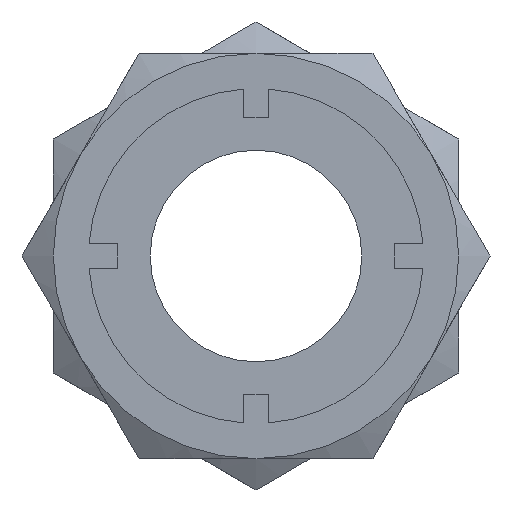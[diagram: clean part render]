
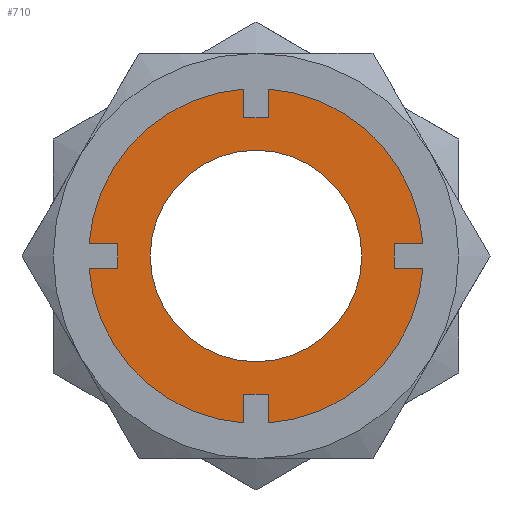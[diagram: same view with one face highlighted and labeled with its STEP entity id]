
A CAD part, left-side view. The second image highlights one B-rep face of the part: STEP entity #710.
In plain terms, the highlighted planar face has unit normal (-1, 0, 0).
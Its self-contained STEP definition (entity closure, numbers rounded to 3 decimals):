
#336=VERTEX_POINT('',#945);
#356=EDGE_CURVE('',#604,#910,#967,.T.);
#370=EDGE_CURVE('',#846,#866,#981,.T.);
#394=EDGE_CURVE('',#772,#646,#1008,.T.);
#426=VERTEX_POINT('',#1043);
#428=VERTEX_POINT('',#1045);
#472=EDGE_CURVE('',#604,#426,#1094,.T.);
#524=EDGE_CURVE('',#336,#704,#1154,.T.);
#544=EDGE_CURVE('',#772,#428,#1176,.T.);
#572=VERTEX_POINT('',#1208);
#588=VERTEX_POINT('',#1225);
#604=VERTEX_POINT('',#1244);
#634=EDGE_CURVE('',#866,#846,#1278,.T.);
#644=VERTEX_POINT('',#1288);
#646=VERTEX_POINT('',#1290);
#648=EDGE_CURVE('',#644,#646,#1292,.T.);
#662=EDGE_CURVE('',#670,#644,#1307,.T.);
#670=VERTEX_POINT('',#1316);
#690=VERTEX_POINT('',#1339);
#700=EDGE_CURVE('',#708,#766,#1350,.T.);
#704=VERTEX_POINT('',#1354);
#706=EDGE_CURVE('',#588,#896,#1356,.T.);
#708=VERTEX_POINT('',#1358);
#710=ADVANCED_FACE('',(#1360,#1361),#1362,.T.);
#736=EDGE_CURVE('',#704,#690,#1391,.T.);
#738=EDGE_CURVE('',#910,#708,#1393,.T.);
#756=EDGE_CURVE('',#572,#766,#1413,.T.);
#766=VERTEX_POINT('',#1423);
#772=VERTEX_POINT('',#1430);
#794=EDGE_CURVE('',#428,#588,#1455,.T.);
#796=EDGE_CURVE('',#572,#670,#1457,.T.);
#846=VERTEX_POINT('',#1512);
#866=VERTEX_POINT('',#1535);
#890=EDGE_CURVE('',#690,#426,#1562,.T.);
#896=VERTEX_POINT('',#1570);
#900=EDGE_CURVE('',#336,#896,#1574,.T.);
#910=VERTEX_POINT('',#1584);
#945=CARTESIAN_POINT('',(-20.,-1.4,18.948));
#967=LINE('',#1669,#1670);
#981=CIRCLE('',#1705,12.0);
#1008=CIRCLE('',#1778,19.0);
#1043=CARTESIAN_POINT('',(-20.,1.4,18.948));
#1045=CARTESIAN_POINT('',(-20.0,-15.7,-1.4));
#1094=CIRCLE('',#1935,19.0);
#1154=LINE('',#2114,#2115);
#1176=LINE('',#2148,#2149);
#1208=CARTESIAN_POINT('',(-20.,1.4,-18.948));
#1225=CARTESIAN_POINT('',(-20.0,-15.7,1.4));
#1244=CARTESIAN_POINT('',(-20.,18.948,1.4));
#1278=CIRCLE('',#2314,12.0);
#1288=CARTESIAN_POINT('',(-20.0,-1.4,-15.7));
#1290=CARTESIAN_POINT('',(-20.,-1.4,-18.948));
#1292=LINE('',#2333,#2334);
#1307=LINE('',#2366,#2367);
#1316=CARTESIAN_POINT('',(-20.0,1.4,-15.7));
#1339=CARTESIAN_POINT('',(-20.0,1.4,15.7));
#1350=LINE('',#2431,#2432);
#1354=CARTESIAN_POINT('',(-20.0,-1.4,15.7));
#1356=LINE('',#2441,#2442);
#1358=CARTESIAN_POINT('',(-20.0,15.7,-1.4));
#1360=FACE_BOUND('',#2446,.T.);
#1361=FACE_OUTER_BOUND('',#2447,.T.);
#1362=PLANE('',#2448);
#1391=LINE('',#2505,#2506);
#1393=LINE('',#2509,#2510);
#1413=CIRCLE('',#2535,19.0);
#1423=CARTESIAN_POINT('',(-20.,18.948,-1.4));
#1430=CARTESIAN_POINT('',(-20.,-18.948,-1.4));
#1455=LINE('',#2623,#2624);
#1457=LINE('',#2627,#2628);
#1512=CARTESIAN_POINT('',(-20.,0.,-12.));
#1535=CARTESIAN_POINT('',(-20.,0.,12.));
#1562=LINE('',#2826,#2827);
#1570=CARTESIAN_POINT('',(-20.,-18.948,1.4));
#1574=CIRCLE('',#2850,19.0);
#1584=CARTESIAN_POINT('',(-20.0,15.7,1.4));
#1669=CARTESIAN_POINT('',(-20.,7.85,1.4));
#1670=VECTOR('',#2912,1.0);
#1705=AXIS2_PLACEMENT_3D('',#2913,#2914,#2915);
#1778=AXIS2_PLACEMENT_3D('',#2946,#2947,#2948);
#1935=AXIS2_PLACEMENT_3D('',#3031,#3032,#3033);
#2114=CARTESIAN_POINT('',(-20.,-1.4,15.6));
#2115=VECTOR('',#3106,1.0);
#2148=CARTESIAN_POINT('',(-20.,-7.85,-1.4));
#2149=VECTOR('',#3125,1.0);
#2314=AXIS2_PLACEMENT_3D('',#3240,#3241,#3242);
#2333=CARTESIAN_POINT('',(-20.,-1.4,-1.75));
#2334=VECTOR('',#3245,1.0);
#2366=CARTESIAN_POINT('',(-20.,-0.7,-15.7));
#2367=VECTOR('',#3264,1.0);
#2431=CARTESIAN_POINT('',(-20.,9.5,-1.4));
#2432=VECTOR('',#3318,1.0);
#2441=CARTESIAN_POINT('',(-20.,-9.5,1.4));
#2442=VECTOR('',#3320,1.0);
#2446=EDGE_LOOP('',(#3322,#3323));
#2447=EDGE_LOOP('',(#3324,#3325,#3326,#3327,#3328,#3329,#3330,#3331,#3332,#3333,#3334,#3335,#3336,#3337,#3338,#3339));
#2448=AXIS2_PLACEMENT_3D('',#3340,#3341,#3342);
#2505=CARTESIAN_POINT('',(-20.,0.7,15.7));
#2506=VECTOR('',#3378,1.0);
#2509=CARTESIAN_POINT('',(-20.,15.7,7.05));
#2510=VECTOR('',#3379,1.0);
#2535=AXIS2_PLACEMENT_3D('',#3407,#3408,#3409);
#2623=CARTESIAN_POINT('',(-20.,-15.7,8.45));
#2624=VECTOR('',#3450,1.0);
#2627=CARTESIAN_POINT('',(-20.,1.4,-0.1));
#2628=VECTOR('',#3451,1.0);
#2826=CARTESIAN_POINT('',(-20.,1.4,17.25));
#2827=VECTOR('',#3573,1.0);
#2850=AXIS2_PLACEMENT_3D('',#3586,#3587,#3588);
#2912=DIRECTION('',(0.0,-1.0,0.0));
#2913=CARTESIAN_POINT('',(-20.,0.,0.));
#2914=DIRECTION('',(1.0,0.0,-0.0));
#2915=DIRECTION('',(0.0,0.,1.0));
#2946=CARTESIAN_POINT('',(-20.,0.,0.));
#2947=DIRECTION('',(1.0,0.0,-0.0));
#2948=DIRECTION('',(0.0,0.,1.0));
#3031=CARTESIAN_POINT('',(-20.,0.,0.));
#3032=DIRECTION('',(1.0,0.0,-0.0));
#3033=DIRECTION('',(0.0,0.,1.0));
#3106=DIRECTION('',(0.0,0.0,-1.0));
#3125=DIRECTION('',(0.0,1.0,0.0));
#3240=CARTESIAN_POINT('',(-20.,0.,0.));
#3241=DIRECTION('',(1.0,0.0,-0.0));
#3242=DIRECTION('',(0.0,0.,1.0));
#3245=DIRECTION('',(0.0,0.0,-1.0));
#3264=DIRECTION('',(0.0,-1.0,0.0));
#3318=DIRECTION('',(0.0,1.0,0.0));
#3320=DIRECTION('',(0.0,-1.0,0.0));
#3322=ORIENTED_EDGE('',*,*,#634,.T.);
#3323=ORIENTED_EDGE('',*,*,#370,.T.);
#3324=ORIENTED_EDGE('',*,*,#544,.T.);
#3325=ORIENTED_EDGE('',*,*,#794,.T.);
#3326=ORIENTED_EDGE('',*,*,#706,.T.);
#3327=ORIENTED_EDGE('',*,*,#900,.F.);
#3328=ORIENTED_EDGE('',*,*,#524,.T.);
#3329=ORIENTED_EDGE('',*,*,#736,.T.);
#3330=ORIENTED_EDGE('',*,*,#890,.T.);
#3331=ORIENTED_EDGE('',*,*,#472,.F.);
#3332=ORIENTED_EDGE('',*,*,#356,.T.);
#3333=ORIENTED_EDGE('',*,*,#738,.T.);
#3334=ORIENTED_EDGE('',*,*,#700,.T.);
#3335=ORIENTED_EDGE('',*,*,#756,.F.);
#3336=ORIENTED_EDGE('',*,*,#796,.T.);
#3337=ORIENTED_EDGE('',*,*,#662,.T.);
#3338=ORIENTED_EDGE('',*,*,#648,.T.);
#3339=ORIENTED_EDGE('',*,*,#394,.F.);
#3340=CARTESIAN_POINT('',(-20.,0.,15.5));
#3341=DIRECTION('',(-1.0,-0.0,0.0));
#3342=DIRECTION('',(0.0,0.,-1.0));
#3378=DIRECTION('',(0.0,1.0,0.0));
#3379=DIRECTION('',(0.0,0.0,-1.0));
#3407=CARTESIAN_POINT('',(-20.,0.,0.));
#3408=DIRECTION('',(1.0,0.0,-0.0));
#3409=DIRECTION('',(0.0,0.,1.0));
#3450=DIRECTION('',(0.0,0.0,1.0));
#3451=DIRECTION('',(0.0,0.0,1.0));
#3573=DIRECTION('',(0.0,0.0,1.0));
#3586=CARTESIAN_POINT('',(-20.,0.,0.));
#3587=DIRECTION('',(1.0,0.0,-0.0));
#3588=DIRECTION('',(0.0,0.,1.0));
